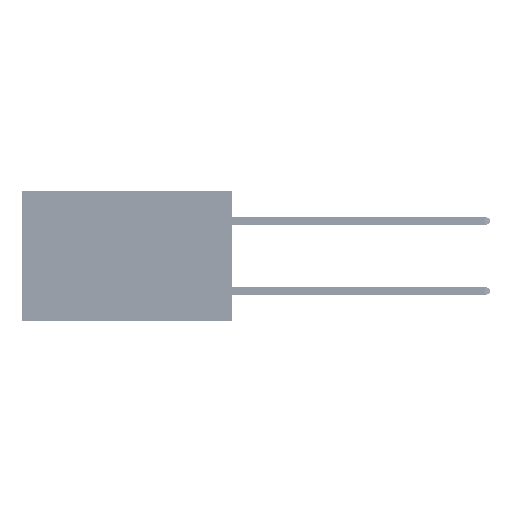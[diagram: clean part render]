
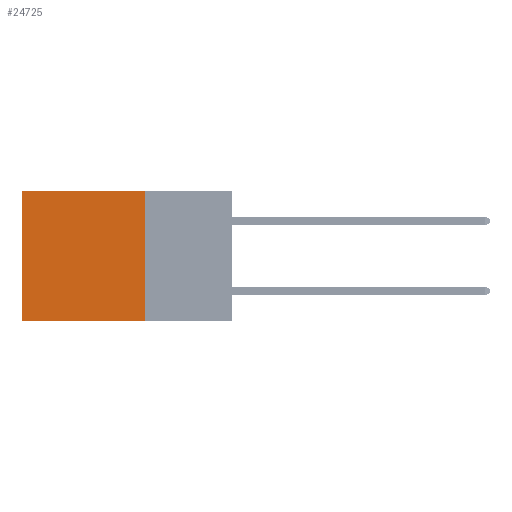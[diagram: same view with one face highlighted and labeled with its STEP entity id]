
A CAD part, left-side view. The second image highlights one B-rep face of the part: STEP entity #24725.
In plain terms, the highlighted planar face has unit normal (-1, 0, 0).
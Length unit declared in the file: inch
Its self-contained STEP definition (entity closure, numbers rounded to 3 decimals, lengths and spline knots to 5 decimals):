
#252 = CARTESIAN_POINT ( 'NONE',  ( 0.2875, 0.25, 0. ) ) ;
#7056 = CARTESIAN_POINT ( 'NONE',  ( 0.2875, 0.25, -0.37 ) ) ;
#9014 = EDGE_CURVE ( 'NONE', #50944, #17085, #46872, .T. ) ;
#11632 = CARTESIAN_POINT ( 'NONE',  ( 0.2875, 0.25, 0. ) ) ;
#11959 = CARTESIAN_POINT ( 'NONE',  ( 0.2875, 0.25, -0.37 ) ) ;
#12735 = EDGE_CURVE ( 'NONE', #50959, #50944, #34165, .T. ) ;
#14344 = CARTESIAN_POINT ( 'NONE',  ( 0.2875, 0.25, 0. ) ) ;
#14560 = VERTEX_POINT ( 'NONE', #18247 ) ;
#17085 = VERTEX_POINT ( 'NONE', #45261 ) ;
#18247 = CARTESIAN_POINT ( 'NONE',  ( 0.2875, 0.6, 0. ) ) ;
#18716 = LINE ( 'NONE', #38761, #25011 ) ;
#20054 = FACE_OUTER_BOUND ( 'NONE', #29498, .T. ) ;
#20476 = VECTOR ( 'NONE', #30999, 39.37008 ) ;
#24725 = ADVANCED_FACE ( 'NONE', ( #20054 ), #28622, .F. ) ;
#24826 = ORIENTED_EDGE ( 'NONE', *, *, #9014, .F. ) ;
#25011 = VECTOR ( 'NONE', #38253, 39.37008 ) ;
#27203 = VECTOR ( 'NONE', #50054, 39.37008 ) ;
#28622 = PLANE ( 'NONE',  #30828 ) ;
#29498 = EDGE_LOOP ( 'NONE', ( #31364, #24826, #48272, #39424 ) ) ;
#30828 = AXIS2_PLACEMENT_3D ( 'NONE', #252, #35932, #40589 ) ;
#30999 = DIRECTION ( 'NONE',  ( 0., 1., 0. ) ) ;
#31364 = ORIENTED_EDGE ( 'NONE', *, *, #46687, .T. ) ;
#33418 = EDGE_CURVE ( 'NONE', #50959, #14560, #50703, .T. ) ;
#34165 = LINE ( 'NONE', #38856, #27203 ) ;
#34643 = VECTOR ( 'NONE', #38981, 39.37008 ) ;
#35932 = DIRECTION ( 'NONE',  ( 1., 0., 0. ) ) ;
#38253 = DIRECTION ( 'NONE',  ( 0., 0., -1. ) ) ;
#38761 = CARTESIAN_POINT ( 'NONE',  ( 0.2875, 0.6, 0. ) ) ;
#38856 = CARTESIAN_POINT ( 'NONE',  ( 0.2875, 0.25, 0. ) ) ;
#38981 = DIRECTION ( 'NONE',  ( 0., 1., 0. ) ) ;
#39424 = ORIENTED_EDGE ( 'NONE', *, *, #33418, .T. ) ;
#40589 = DIRECTION ( 'NONE',  ( 0., 0., -1. ) ) ;
#45261 = CARTESIAN_POINT ( 'NONE',  ( 0.2875, 0.6, -0.37 ) ) ;
#46687 = EDGE_CURVE ( 'NONE', #14560, #17085, #18716, .T. ) ;
#46872 = LINE ( 'NONE', #11959, #20476 ) ;
#48272 = ORIENTED_EDGE ( 'NONE', *, *, #12735, .F. ) ;
#50054 = DIRECTION ( 'NONE',  ( 0., 0., -1. ) ) ;
#50703 = LINE ( 'NONE', #11632, #34643 ) ;
#50944 = VERTEX_POINT ( 'NONE', #7056 ) ;
#50959 = VERTEX_POINT ( 'NONE', #14344 ) ;
